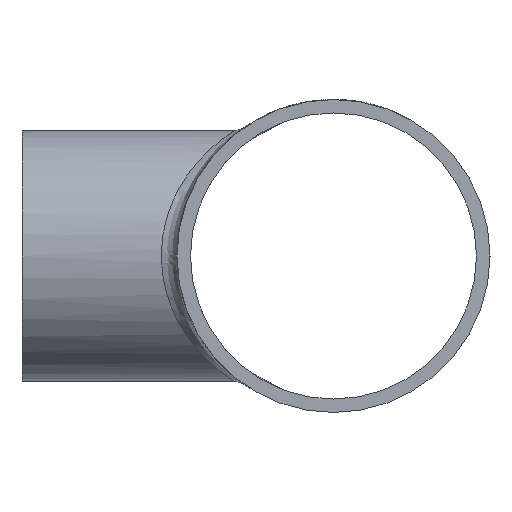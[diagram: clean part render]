
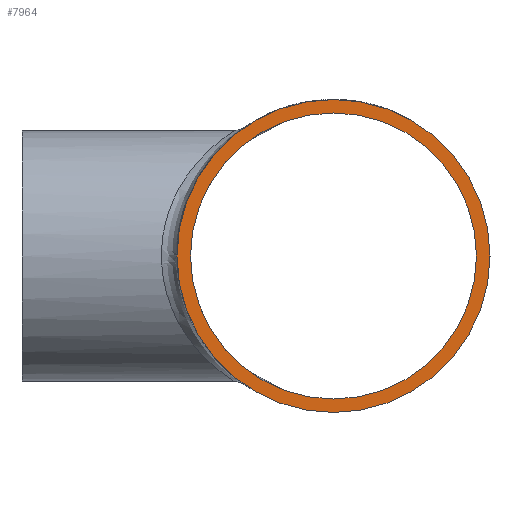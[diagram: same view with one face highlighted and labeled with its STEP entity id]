
A CAD part, left-side view. The second image highlights one B-rep face of the part: STEP entity #7964.
In plain terms, the highlighted planar face has unit normal (-1, 0, 0).
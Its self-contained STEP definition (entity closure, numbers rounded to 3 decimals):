
#1313 = ORIENTED_EDGE ( 'NONE', *, *, #15551, .F. ) ;
#1327 = AXIS2_PLACEMENT_3D ( 'NONE', #16458, #10849, #4927 ) ;
#1558 = DIRECTION ( 'NONE',  ( -1., 0., 0. ) ) ;
#3024 = DIRECTION ( 'NONE',  ( 0., 0., 1. ) ) ;
#3127 = EDGE_LOOP ( 'NONE', ( #18718 ) ) ;
#4016 = VERTEX_POINT ( 'NONE', #5196 ) ;
#4506 = EDGE_LOOP ( 'NONE', ( #1313 ) ) ;
#4927 = DIRECTION ( 'NONE',  ( 0., 0., 1. ) ) ;
#5070 = CARTESIAN_POINT ( 'NONE',  ( -64., 0., 30.15 ) ) ;
#5196 = CARTESIAN_POINT ( 'NONE',  ( -64., 0., 27.55 ) ) ;
#6522 = PLANE ( 'NONE',  #1327 ) ;
#7033 = DIRECTION ( 'NONE',  ( 0., 0., 1. ) ) ;
#7293 = AXIS2_PLACEMENT_3D ( 'NONE', #11913, #1558, #3024 ) ;
#7964 = ADVANCED_FACE ( 'NONE', ( #8841, #8122 ), #6522, .T. ) ;
#8122 = FACE_OUTER_BOUND ( 'NONE', #3127, .T. ) ;
#8841 = FACE_BOUND ( 'NONE', #4506, .T. ) ;
#10849 = DIRECTION ( 'NONE',  ( -1., 0., 0. ) ) ;
#11235 = DIRECTION ( 'NONE',  ( -1., 0., 0. ) ) ;
#11913 = CARTESIAN_POINT ( 'NONE',  ( -64., 0., 0. ) ) ;
#12164 = EDGE_CURVE ( 'NONE', #13595, #13595, #13491, .T. ) ;
#12699 = CARTESIAN_POINT ( 'NONE',  ( -64., 0., 0. ) ) ;
#13491 = CIRCLE ( 'NONE', #14921, 30.15 ) ;
#13595 = VERTEX_POINT ( 'NONE', #5070 ) ;
#14921 = AXIS2_PLACEMENT_3D ( 'NONE', #12699, #11235, #7033 ) ;
#15031 = CIRCLE ( 'NONE', #7293, 27.55 ) ;
#15551 = EDGE_CURVE ( 'NONE', #4016, #4016, #15031, .T. ) ;
#16458 = CARTESIAN_POINT ( 'NONE',  ( -64., 0., 0. ) ) ;
#18718 = ORIENTED_EDGE ( 'NONE', *, *, #12164, .T. ) ;
